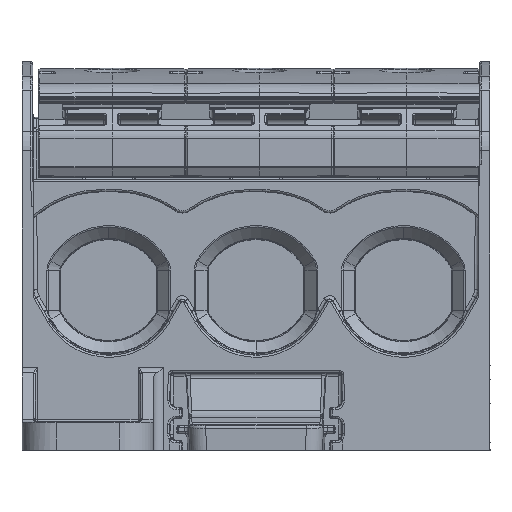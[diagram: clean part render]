
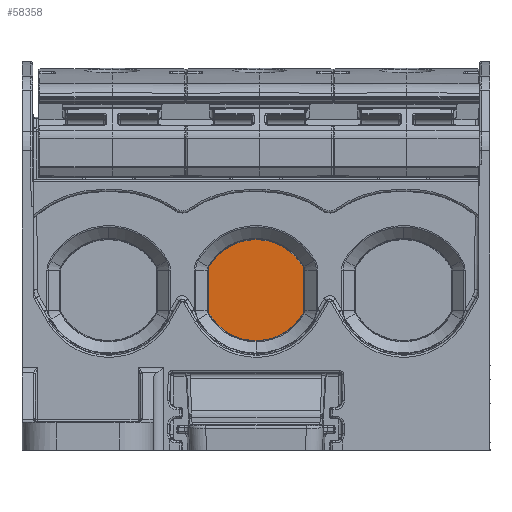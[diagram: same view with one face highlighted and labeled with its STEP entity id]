
A CAD part, front view. The second image highlights one B-rep face of the part: STEP entity #58358.
In plain terms, the highlighted planar face has unit normal (0, -1, -0.009).
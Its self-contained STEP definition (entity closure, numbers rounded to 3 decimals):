
#58344=AXIS2_PLACEMENT_3D('Plane Axis2P3D',#58341,#58342,#58343) ;
#54909=CARTESIAN_POINT('Vertex',(27.27,32.576,20.566)) ;
#54912=CARTESIAN_POINT('Line Origine',(27.27,32.55,23.5)) ;
#54916=CARTESIAN_POINT('Vertex',(27.27,32.524,26.434)) ;
#54937=CARTESIAN_POINT('Control Point',(27.389,32.52,26.89)) ;
#54938=CARTESIAN_POINT('Control Point',(27.311,32.522,26.751)) ;
#54939=CARTESIAN_POINT('Control Point',(27.27,32.523,26.593)) ;
#54940=CARTESIAN_POINT('Control Point',(27.27,32.524,26.434)) ;
#54941=CARTESIAN_POINT('Vertex',(27.389,32.52,26.89)) ;
#54962=CARTESIAN_POINT('Control Point',(34.3,32.485,30.931)) ;
#54963=CARTESIAN_POINT('Control Point',(32.203,32.485,30.931)) ;
#54964=CARTESIAN_POINT('Control Point',(30.098,32.492,30.188)) ;
#54965=CARTESIAN_POINT('Control Point',(28.418,32.504,28.718)) ;
#54966=CARTESIAN_POINT('Control Point',(27.389,32.52,26.89)) ;
#54967=CARTESIAN_POINT('Vertex',(34.3,32.485,30.931)) ;
#54988=CARTESIAN_POINT('Control Point',(41.211,32.52,26.89)) ;
#54989=CARTESIAN_POINT('Control Point',(40.182,32.504,28.718)) ;
#54990=CARTESIAN_POINT('Control Point',(38.502,32.492,30.188)) ;
#54991=CARTESIAN_POINT('Control Point',(36.397,32.485,30.931)) ;
#54992=CARTESIAN_POINT('Control Point',(34.3,32.485,30.931)) ;
#54993=CARTESIAN_POINT('Vertex',(41.211,32.52,26.89)) ;
#55017=CARTESIAN_POINT('Vertex',(41.33,32.524,26.434)) ;
#55021=CARTESIAN_POINT('Control Point',(41.33,32.524,26.434)) ;
#55022=CARTESIAN_POINT('Control Point',(41.33,32.523,26.593)) ;
#55023=CARTESIAN_POINT('Control Point',(41.289,32.522,26.751)) ;
#55024=CARTESIAN_POINT('Control Point',(41.211,32.52,26.89)) ;
#55042=CARTESIAN_POINT('Vertex',(41.33,32.576,20.566)) ;
#55045=CARTESIAN_POINT('Line Origine',(41.33,32.55,23.5)) ;
#58138=CARTESIAN_POINT('Vertex',(41.21,32.58,20.11)) ;
#58142=CARTESIAN_POINT('Control Point',(34.3,32.615,16.07)) ;
#58143=CARTESIAN_POINT('Control Point',(35.985,32.615,16.07)) ;
#58144=CARTESIAN_POINT('Control Point',(37.669,32.611,16.522)) ;
#58145=CARTESIAN_POINT('Control Point',(39.17,32.603,17.4)) ;
#58146=CARTESIAN_POINT('Control Point',(40.386,32.592,18.646)) ;
#58147=CARTESIAN_POINT('Control Point',(41.21,32.58,20.11)) ;
#58148=CARTESIAN_POINT('Vertex',(34.3,32.615,16.07)) ;
#58169=CARTESIAN_POINT('Control Point',(27.39,32.58,20.11)) ;
#58170=CARTESIAN_POINT('Control Point',(28.214,32.592,18.646)) ;
#58171=CARTESIAN_POINT('Control Point',(29.43,32.603,17.4)) ;
#58172=CARTESIAN_POINT('Control Point',(30.931,32.611,16.522)) ;
#58173=CARTESIAN_POINT('Control Point',(32.615,32.615,16.07)) ;
#58174=CARTESIAN_POINT('Control Point',(34.3,32.615,16.07)) ;
#58175=CARTESIAN_POINT('Vertex',(27.39,32.58,20.11)) ;
#58196=CARTESIAN_POINT('Control Point',(27.27,32.576,20.566)) ;
#58197=CARTESIAN_POINT('Control Point',(27.27,32.577,20.407)) ;
#58198=CARTESIAN_POINT('Control Point',(27.312,32.578,20.249)) ;
#58199=CARTESIAN_POINT('Control Point',(27.39,32.58,20.11)) ;
#58214=CARTESIAN_POINT('Control Point',(41.21,32.58,20.11)) ;
#58215=CARTESIAN_POINT('Control Point',(41.288,32.578,20.249)) ;
#58216=CARTESIAN_POINT('Control Point',(41.33,32.577,20.407)) ;
#58217=CARTESIAN_POINT('Control Point',(41.33,32.576,20.566)) ;
#58341=CARTESIAN_POINT('Axis2P3D Location',(13.115,32.478,31.757)) ;
#54913=DIRECTION('Vector Direction',(0.,0.009,-1.)) ;
#55046=DIRECTION('Vector Direction',(0.,-0.009,1.)) ;
#58342=DIRECTION('Axis2P3D Direction',(0.,-1.,-0.009)) ;
#58343=DIRECTION('Axis2P3D XDirection',(1.,0.,0.)) ;
#54914=VECTOR('Line Direction',#54913,1.) ;
#55047=VECTOR('Line Direction',#55046,1.) ;
#58347=ORIENTED_EDGE('',*,*,#54918,.T.) ;
#58348=ORIENTED_EDGE('',*,*,#58200,.T.) ;
#58349=ORIENTED_EDGE('',*,*,#58177,.T.) ;
#58350=ORIENTED_EDGE('',*,*,#58150,.T.) ;
#58351=ORIENTED_EDGE('',*,*,#58218,.T.) ;
#58352=ORIENTED_EDGE('',*,*,#55049,.T.) ;
#58353=ORIENTED_EDGE('',*,*,#55025,.T.) ;
#58354=ORIENTED_EDGE('',*,*,#54995,.T.) ;
#58355=ORIENTED_EDGE('',*,*,#54969,.T.) ;
#58356=ORIENTED_EDGE('',*,*,#54943,.T.) ;
#58358=ADVANCED_FACE('K\X2\00F6\X0\rper.8',(#58357),#58345,.T.) ;
#54936=B_SPLINE_CURVE_WITH_KNOTS('',3,(#54937,#54938,#54939,#54940),.UNSPECIFIED.,.F.,.U.,(4,4),(0.,51.271),.UNSPECIFIED.) ;
#54961=B_SPLINE_CURVE_WITH_KNOTS('',4,(#54962,#54963,#54964,#54965,#54966),.UNSPECIFIED.,.F.,.U.,(5,5),(0.,106.177),.UNSPECIFIED.) ;
#54987=B_SPLINE_CURVE_WITH_KNOTS('',4,(#54988,#54989,#54990,#54991,#54992),.UNSPECIFIED.,.F.,.U.,(5,5),(0.,106.177),.UNSPECIFIED.) ;
#55020=B_SPLINE_CURVE_WITH_KNOTS('',3,(#55021,#55022,#55023,#55024),.UNSPECIFIED.,.F.,.U.,(4,4),(0.,51.271),.UNSPECIFIED.) ;
#58141=B_SPLINE_CURVE_WITH_KNOTS('',5,(#58142,#58143,#58144,#58145,#58146,#58147),.UNSPECIFIED.,.F.,.U.,(6,6),(0.,106.685),.UNSPECIFIED.) ;
#58168=B_SPLINE_CURVE_WITH_KNOTS('',5,(#58169,#58170,#58171,#58172,#58173,#58174),.UNSPECIFIED.,.F.,.U.,(6,6),(0.,106.685),.UNSPECIFIED.) ;
#58195=B_SPLINE_CURVE_WITH_KNOTS('',3,(#58196,#58197,#58198,#58199),.UNSPECIFIED.,.F.,.U.,(4,4),(0.,51.271),.UNSPECIFIED.) ;
#58213=B_SPLINE_CURVE_WITH_KNOTS('',3,(#58214,#58215,#58216,#58217),.UNSPECIFIED.,.F.,.U.,(4,4),(0.,51.271),.UNSPECIFIED.) ;
#54918=EDGE_CURVE('',#54917,#54910,#54915,.T.) ;
#54943=EDGE_CURVE('',#54942,#54917,#54936,.T.) ;
#54969=EDGE_CURVE('',#54968,#54942,#54961,.T.) ;
#54995=EDGE_CURVE('',#54994,#54968,#54987,.T.) ;
#55025=EDGE_CURVE('',#55018,#54994,#55020,.T.) ;
#55049=EDGE_CURVE('',#55043,#55018,#55048,.T.) ;
#58150=EDGE_CURVE('',#58149,#58139,#58141,.T.) ;
#58177=EDGE_CURVE('',#58176,#58149,#58168,.T.) ;
#58200=EDGE_CURVE('',#54910,#58176,#58195,.T.) ;
#58218=EDGE_CURVE('',#58139,#55043,#58213,.T.) ;
#58346=EDGE_LOOP('',(#58347,#58348,#58349,#58350,#58351,#58352,#58353,#58354,#58355,#58356)) ;
#58357=FACE_OUTER_BOUND('',#58346,.T.) ;
#54915=LINE('Line',#54912,#54914) ;
#55048=LINE('Line',#55045,#55047) ;
#58345=PLANE('',#58344) ;
#54910=VERTEX_POINT('',#54909) ;
#54917=VERTEX_POINT('',#54916) ;
#54942=VERTEX_POINT('',#54941) ;
#54968=VERTEX_POINT('',#54967) ;
#54994=VERTEX_POINT('',#54993) ;
#55018=VERTEX_POINT('',#55017) ;
#55043=VERTEX_POINT('',#55042) ;
#58139=VERTEX_POINT('',#58138) ;
#58149=VERTEX_POINT('',#58148) ;
#58176=VERTEX_POINT('',#58175) ;
